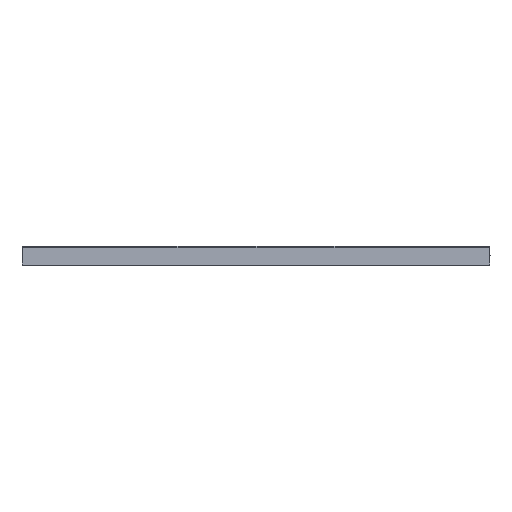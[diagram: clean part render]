
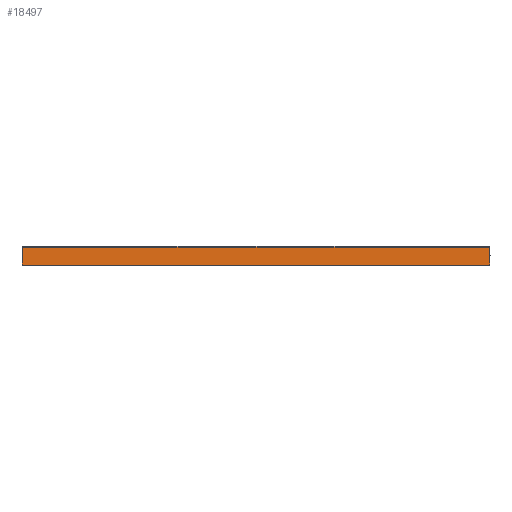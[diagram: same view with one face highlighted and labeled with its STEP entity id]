
A CAD part, top view. The second image highlights one B-rep face of the part: STEP entity #18497.
In plain terms, the highlighted planar face has unit normal (0, 0.035, 0.999).
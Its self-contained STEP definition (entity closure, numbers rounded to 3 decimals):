
#1=CARTESIAN_POINT('',(-500.,-2.001,436.173));
#2=CARTESIAN_POINT('',(-490.658,-2.007,436.173));
#3=CARTESIAN_POINT('',(-453.991,-2.027,436.174));
#4=CARTESIAN_POINT('',(-417.325,-2.039,436.174));
#5=CARTESIAN_POINT('',(-390.,-2.039,436.174));
#7=DIRECTION('',(1.,0.,0.));
#8=VECTOR('',#7,110.);
#9=CARTESIAN_POINT('',(390.,-2.039,436.174));
#10=LINE('',#9,#8);
#11=DIRECTION('',(0.,-0.999,0.035));
#12=VECTOR('',#11,38.022);
#13=CARTESIAN_POINT('',(-500.,-2.001,436.173));
#14=LINE('',#13,#12);
#80=DIRECTION('',(1.,0.,0.));
#81=VECTOR('',#80,1000.);
#82=CARTESIAN_POINT('',(-500.,-40.,437.5));
#83=LINE('',#82,#81);
#340=DIRECTION('',(0.,0.999,-0.035));
#341=VECTOR('',#340,38.022);
#342=CARTESIAN_POINT('',(500.,-40.,437.5));
#343=LINE('',#342,#341);
#438=CARTESIAN_POINT('',(390.,-2.039,436.174));
#439=CARTESIAN_POINT('',(382.521,-2.039,436.174));
#440=CARTESIAN_POINT('',(367.914,-2.038,436.174));
#441=CARTESIAN_POINT('',(347.324,-2.035,436.174));
#442=CARTESIAN_POINT('',(327.249,-2.032,436.174));
#443=CARTESIAN_POINT('',(306.81,-2.027,436.174));
#444=CARTESIAN_POINT('',(284.526,-2.02,436.174));
#445=CARTESIAN_POINT('',(261.408,-2.012,436.173));
#446=CARTESIAN_POINT('',(236.609,-2.003,436.173));
#447=CARTESIAN_POINT('',(208.467,-1.993,436.173));
#448=CARTESIAN_POINT('',(177.16,-1.981,436.172));
#449=CARTESIAN_POINT('',(141.394,-1.967,436.172));
#450=CARTESIAN_POINT('',(114.374,-1.959,436.172));
#451=CARTESIAN_POINT('',(100.087,-1.955,436.171));
#477=DIRECTION('',(-1.,0.,0.));
#478=VECTOR('',#477,100.087);
#479=CARTESIAN_POINT('',(100.087,-1.955,436.171));
#480=LINE('',#479,#478);
#486=DIRECTION('',(-1.,0.,0.));
#487=VECTOR('',#486,100.087);
#488=CARTESIAN_POINT('',(0.,-1.955,
436.171));
#489=LINE('',#488,#487);
#520=CARTESIAN_POINT('',(-100.087,-1.955,436.171));
#521=CARTESIAN_POINT('',(-132.117,-1.964,436.172));
#522=CARTESIAN_POINT('',(-196.299,-1.983,436.172));
#523=CARTESIAN_POINT('',(-292.936,-2.011,436.173));
#524=CARTESIAN_POINT('',(-357.605,-2.029,436.174));
#525=CARTESIAN_POINT('',(-390.,-2.039,436.174));
#16832=CARTESIAN_POINT('',(-500.,-2.001,436.173));
#16833=CARTESIAN_POINT('',(-500.,-40.,437.5));
#16834=VERTEX_POINT('',#16832);
#16835=VERTEX_POINT('',#16833);
#16836=VERTEX_POINT('',#5);
#16837=VERTEX_POINT('',#520);
#16838=CARTESIAN_POINT('',(0.,-1.955,
436.171));
#16839=VERTEX_POINT('',#16838);
#16840=CARTESIAN_POINT('',(100.087,-1.955,
436.171));
#16841=VERTEX_POINT('',#16840);
#16842=VERTEX_POINT('',#438);
#16843=CARTESIAN_POINT('',(500.,-2.001,436.173));
#16844=VERTEX_POINT('',#16843);
#16845=CARTESIAN_POINT('',(500.,-40.,437.5));
#16846=VERTEX_POINT('',#16845);
#18472=CARTESIAN_POINT('',(0.,-20.977,436.836));
#18473=DIRECTION('',(0.,0.035,0.999));
#18474=DIRECTION('',(0.,0.999,-0.035));
#18475=AXIS2_PLACEMENT_3D('',#18472,#18473,#18474);
#18476=PLANE('',#18475);
#18478=ORIENTED_EDGE('',*,*,#18477,.F.);
#18480=ORIENTED_EDGE('',*,*,#18479,.T.);
#18482=ORIENTED_EDGE('',*,*,#18481,.F.);
#18484=ORIENTED_EDGE('',*,*,#18483,.F.);
#18486=ORIENTED_EDGE('',*,*,#18485,.F.);
#18488=ORIENTED_EDGE('',*,*,#18487,.F.);
#18490=ORIENTED_EDGE('',*,*,#18489,.T.);
#18492=ORIENTED_EDGE('',*,*,#18491,.F.);
#18494=ORIENTED_EDGE('',*,*,#18493,.F.);
#18495=EDGE_LOOP('',(#18478,#18480,#18482,#18484,#18486,#18488,#18490,#18492,
#18494));
#18496=FACE_OUTER_BOUND('',#18495,.F.);
#18497=ADVANCED_FACE('',(#18496),#18476,.T.);
#6=B_SPLINE_CURVE_WITH_KNOTS('',3,(#1,#2,#3,#4,#5),.UNSPECIFIED.,.F.,.F.,(4,1,
4),(0.,0.255,1.),.UNSPECIFIED.);
#452=B_SPLINE_CURVE_WITH_KNOTS('',3,(#438,#439,#440,#441,#442,#443,#444,#445,
#446,#447,#448,#449,#450,#451),.UNSPECIFIED.,.F.,.F.,(4,1,1,1,1,1,1,1,1,1,1,4),(
0.,0.091,0.182,0.273,0.364,
0.455,0.545,0.636,0.727,
0.818,0.909,1.),.UNSPECIFIED.);
#526=B_SPLINE_CURVE_WITH_KNOTS('',3,(#520,#521,#522,#523,#524,#525),
.UNSPECIFIED.,.F.,.F.,(4,1,1,4),(0.,0.333,0.667,1.),
.UNSPECIFIED.);
#18477=EDGE_CURVE('',#16834,#16835,#14,.T.);
#18479=EDGE_CURVE('',#16834,#16836,#6,.T.);
#18481=EDGE_CURVE('',#16837,#16836,#526,.T.);
#18483=EDGE_CURVE('',#16839,#16837,#489,.T.);
#18485=EDGE_CURVE('',#16841,#16839,#480,.T.);
#18487=EDGE_CURVE('',#16842,#16841,#452,.T.);
#18489=EDGE_CURVE('',#16842,#16844,#10,.T.);
#18491=EDGE_CURVE('',#16846,#16844,#343,.T.);
#18493=EDGE_CURVE('',#16835,#16846,#83,.T.);
